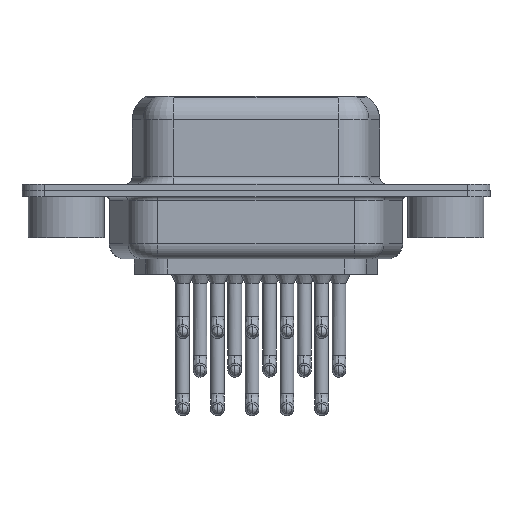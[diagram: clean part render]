
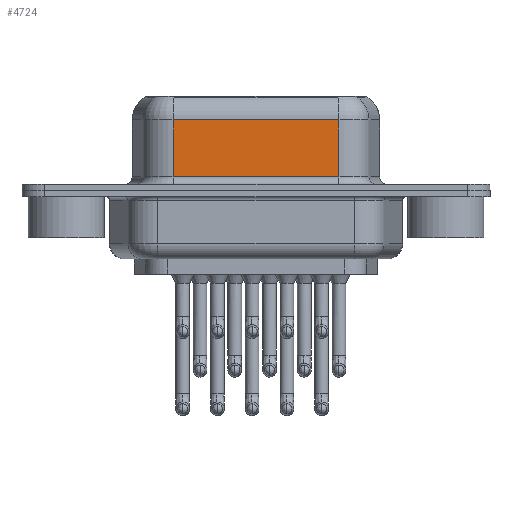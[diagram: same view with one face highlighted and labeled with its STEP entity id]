
A CAD part, front view. The second image highlights one B-rep face of the part: STEP entity #4724.
In plain terms, the highlighted planar face has unit normal (0, -1, 0).
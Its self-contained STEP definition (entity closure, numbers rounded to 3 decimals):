
#904 = LINE ( 'NONE', #8067, #4892 ) ;
#1199 = DIRECTION ( 'NONE',  ( 0., 0., -1. ) ) ;
#2157 = CARTESIAN_POINT ( 'NONE',  ( 17.962, -3.95, 4.65 ) ) ;
#2636 = VERTEX_POINT ( 'NONE', #2157 ) ;
#3049 = DIRECTION ( 'NONE',  ( 0., 0., 1. ) ) ;
#3136 = EDGE_CURVE ( 'NONE', #2636, #5777, #14381, .T. ) ;
#3184 = EDGE_LOOP ( 'NONE', ( #6480, #3958, #8857, #14461 ) ) ;
#3474 = CARTESIAN_POINT ( 'NONE',  ( 7.038, -3.95, 6.4 ) ) ;
#3851 = LINE ( 'NONE', #13535, #11291 ) ;
#3958 = ORIENTED_EDGE ( 'NONE', *, *, #3136, .T. ) ;
#4533 = DIRECTION ( 'NONE',  ( -1., 0., 0. ) ) ;
#4724 = ADVANCED_FACE ( 'NONE', ( #11537 ), #4937, .F. ) ;
#4892 = VECTOR ( 'NONE', #16983, 1000. ) ;
#4937 = PLANE ( 'NONE',  #16867 ) ;
#4955 = EDGE_CURVE ( 'NONE', #10649, #14994, #3851, .T. ) ;
#5314 = EDGE_CURVE ( 'NONE', #5777, #10649, #14567, .T. ) ;
#5777 = VERTEX_POINT ( 'NONE', #18555 ) ;
#6472 = VECTOR ( 'NONE', #4533, 1000. ) ;
#6480 = ORIENTED_EDGE ( 'NONE', *, *, #11552, .F. ) ;
#7509 = CARTESIAN_POINT ( 'NONE',  ( 17.962, -3.95, 0.9 ) ) ;
#8067 = CARTESIAN_POINT ( 'NONE',  ( 17.962, -3.95, 6.4 ) ) ;
#8857 = ORIENTED_EDGE ( 'NONE', *, *, #5314, .T. ) ;
#10649 = VERTEX_POINT ( 'NONE', #14717 ) ;
#11039 = VECTOR ( 'NONE', #1199, 1000. ) ;
#11291 = VECTOR ( 'NONE', #13992, 1000. ) ;
#11537 = FACE_OUTER_BOUND ( 'NONE', #3184, .T. ) ;
#11552 = EDGE_CURVE ( 'NONE', #2636, #14994, #904, .T. ) ;
#12666 = DIRECTION ( 'NONE',  ( 0., 1., 0. ) ) ;
#13535 = CARTESIAN_POINT ( 'NONE',  ( 17.962, -3.95, 0.9 ) ) ;
#13992 = DIRECTION ( 'NONE',  ( 1., 0., 0. ) ) ;
#14381 = LINE ( 'NONE', #14687, #6472 ) ;
#14461 = ORIENTED_EDGE ( 'NONE', *, *, #4955, .T. ) ;
#14567 = LINE ( 'NONE', #3474, #11039 ) ;
#14687 = CARTESIAN_POINT ( 'NONE',  ( 17.962, -3.95, 4.65 ) ) ;
#14717 = CARTESIAN_POINT ( 'NONE',  ( 7.038, -3.95, 0.9 ) ) ;
#14994 = VERTEX_POINT ( 'NONE', #7509 ) ;
#16867 = AXIS2_PLACEMENT_3D ( 'NONE', #18748, #12666, #3049 ) ;
#16983 = DIRECTION ( 'NONE',  ( 0., 0., -1. ) ) ;
#18555 = CARTESIAN_POINT ( 'NONE',  ( 7.038, -3.95, 4.65 ) ) ;
#18748 = CARTESIAN_POINT ( 'NONE',  ( 17.962, -3.95, 6.4 ) ) ;
